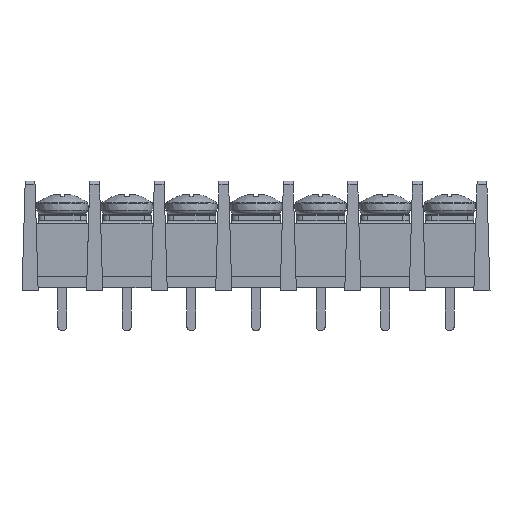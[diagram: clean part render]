
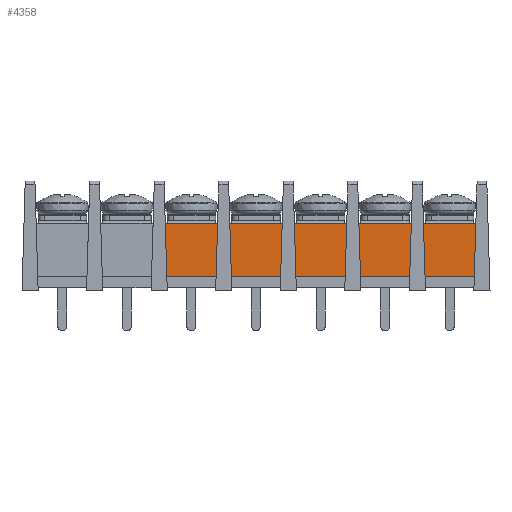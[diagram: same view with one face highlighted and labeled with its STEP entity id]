
A CAD part, front view. The second image highlights one B-rep face of the part: STEP entity #4358.
In plain terms, the highlighted planar face has unit normal (0, -1, 0).
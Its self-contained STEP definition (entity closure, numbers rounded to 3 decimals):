
#545=FACE_OUTER_BOUND('',#795,.T.);
#795=EDGE_LOOP('',(#3201,#3202,#3203,#3204));
#1125=LINE('',#7484,#1537);
#1138=LINE('',#7511,#1550);
#1139=LINE('',#7513,#1551);
#1140=LINE('',#7514,#1552);
#1537=VECTOR('',#5202,10.);
#1550=VECTOR('',#5223,10.);
#1551=VECTOR('',#5224,10.);
#1552=VECTOR('',#5225,10.);
#1940=VERTEX_POINT('',#7480);
#1942=VERTEX_POINT('',#7483);
#1952=VERTEX_POINT('',#7510);
#1953=VERTEX_POINT('',#7512);
#2422=EDGE_CURVE('',#1940,#1942,#1125,.T.);
#2435=EDGE_CURVE('',#1952,#1940,#1138,.T.);
#2436=EDGE_CURVE('',#1952,#1953,#1139,.T.);
#2437=EDGE_CURVE('',#1942,#1953,#1140,.T.);
#3201=ORIENTED_EDGE('',*,*,#2435,.F.);
#3202=ORIENTED_EDGE('',*,*,#2436,.T.);
#3203=ORIENTED_EDGE('',*,*,#2437,.F.);
#3204=ORIENTED_EDGE('',*,*,#2422,.F.);
#4181=PLANE('',#4637);
#4358=ADVANCED_FACE('',(#545),#4181,.T.);
#4637=AXIS2_PLACEMENT_3D('',#7509,#5221,#5222);
#5202=DIRECTION('',(1.,0.,0.));
#5221=DIRECTION('center_axis',(0.,-1.,0.));
#5222=DIRECTION('ref_axis',(0.,0.,-1.));
#5223=DIRECTION('',(-0.029,0.,1.));
#5224=DIRECTION('',(1.,0.,0.));
#5225=DIRECTION('',(0.,0.,-1.));
#7480=CARTESIAN_POINT('',(15.941,-5.65,10.5));
#7483=CARTESIAN_POINT('',(65.,-5.65,10.5));
#7484=CARTESIAN_POINT('',(-5.,-5.65,10.5));
#7509=CARTESIAN_POINT('Origin',(-5.,-5.65,10.5));
#7510=CARTESIAN_POINT('',(16.182,-5.65,2.3));
#7511=CARTESIAN_POINT('',(15.837,-5.65,14.058));
#7512=CARTESIAN_POINT('',(65.,-5.65,2.3));
#7513=CARTESIAN_POINT('',(-5.,-5.65,2.3));
#7514=CARTESIAN_POINT('',(65.,-5.65,2.3));
